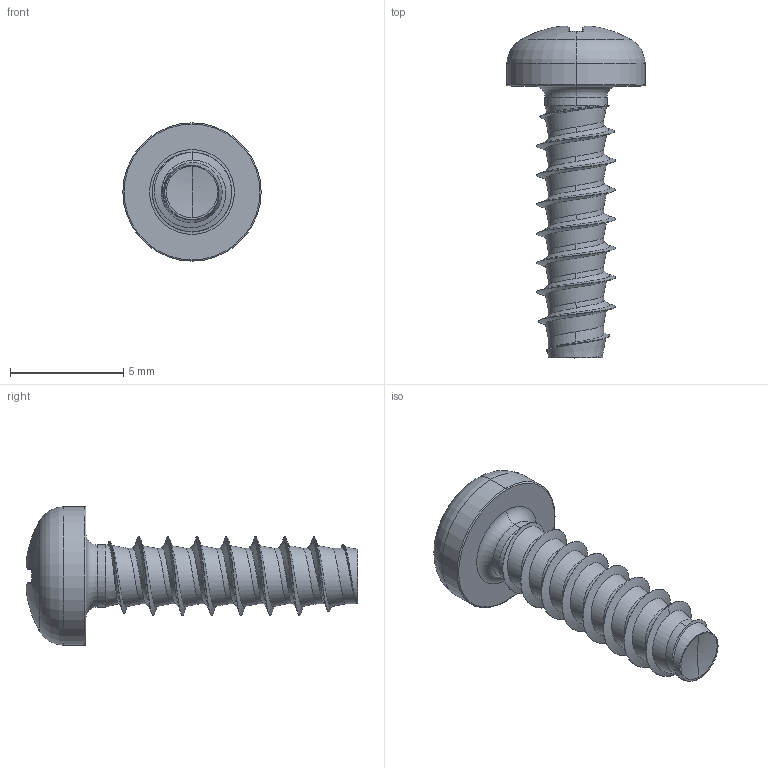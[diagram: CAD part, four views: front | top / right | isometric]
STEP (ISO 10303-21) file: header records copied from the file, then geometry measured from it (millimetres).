
FILE_DESCRIPTION (( 'STEP AP203' ), '1' );
FILE_NAME ('STP320350120.STEP', '2017-08-15T14:19:46', ( '' ), ( '' ), 'SwSTEP 2.0', 'SolidWorks 2015', '' );
FILE_SCHEMA (( 'CONFIG_CONTROL_DESIGN' ));
Length unit declared in the file: millimetre
Products named in the file (1): STP320350120
Bounding box: 6.1 x 14.64 x 6.1 mm (x, y, z)
Volume: 124 mm3; surface area: 249.3 mm2
Topology: 1 solids, 1 shells, 180 faces, 409 edges, 231 vertices
Faces by surface type: bspline 51, cylinder 43, torus 28, sphere 28, plane 22, cone 8
Entity records: 16383 total; most frequent: CARTESIAN_POINT 12670, ORIENTED_EDGE 814, DIRECTION 713, EDGE_CURVE 407, AXIS2_PLACEMENT_3D 319, VERTEX_POINT 231, CIRCLE 189, EDGE_LOOP 182
